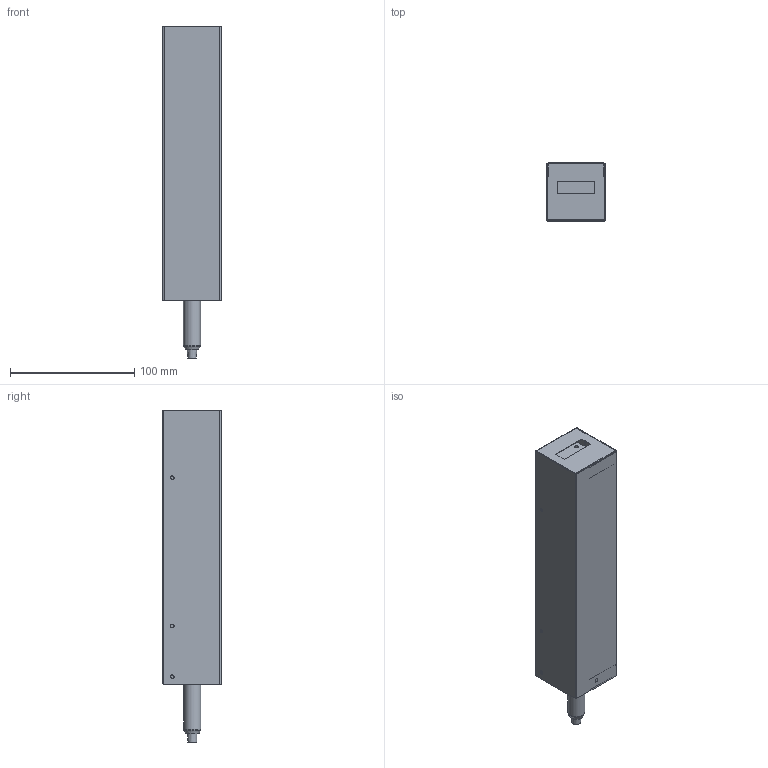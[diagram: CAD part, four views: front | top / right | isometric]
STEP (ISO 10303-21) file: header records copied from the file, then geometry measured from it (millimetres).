
FILE_DESCRIPTION(/* description */ ('STEP AP242','CAx-IF Rec.Pracs.---Representation and Presentation of Product Manufacturing Information (PMI)---4.0---2014-10-13','CAx-IF Rec.Pracs.---3D Tessellated Geometry---0.4---2014-09-14','2;1'),/* implementation_level */ '2;1');
FILE_NAME(/* name */ '63ef663b6a6e6b34e6e9af0f',/* time_stamp */ '2023-02-17T11:34:22+00:00',/* author */ (''),/* organization */ (''),/* preprocessor_version */ 'ST-DEVELOPER v18.102',/* originating_system */ ' ',/* authorisation */ ' ');
FILE_SCHEMA (('AP242_MANAGED_MODEL_BASED_3D_ENGINEERING_MIM_LF { 1 0 10303 442 1 1 4 }'));
Length unit declared in the file: metre
Products named in the file (28): Assembly 1; Part 1; id16; id21; id26; id31; id36; id41; id46; id51; id56; 6.541-5061.1-3D-KUNDE; LeadScrew Nut 8mm x 2mmPitch; Coupler_5mm_to_8mm; MGN9; LeadScrew 8mm x 2mmPitch
Assembly tree (28 placements, depth 2):
  Assembly 1
    Part 1
    Part 1
    id16
    id21
    id26
    id31
    id36
    id41
    id46
    id51
    id56
    Part 1
    Part 1
    Part 1
    6.541-5061.1-3D-KUNDE  x2
    Part 1
    Part 1
    LeadScrew Nut 8mm x 2mmPitch
    Coupler_5mm_to_8mm
    Part 1
    Part 1
    Part 1
    Part 1
    Part 1
    MGN9
    LeadScrew 8mm x 2mmPitch
    Part 1
Bounding box: 46.9 x 46.7 x 267.05 mm (x, y, z)
Volume: 211853.4 mm3; surface area: 193077.1 mm2
Topology: 28 solids, 28 shells, 1016 faces, 2705 edges, 1803 vertices
Faces by surface type: plane 722, cylinder 229, bspline 35, cone 14, torus 12, sphere 4
Full cylindrical faces by diameter (mm): 1.288 x5, 2.5 x18, 2.603 x4, 2.8 x2, 2.9 x2, 3 x40, 3.45 x2, 3.5 x7, 3.8 x1, 4 x6, 5 x2, 5.1 x1, 6 x3, 6.6 x1, 7.1 x2, 8 x4, 8.45 x1, 8.75 x1, 8.8 x1, 9 x1, 9.2 x1, 9.5 x1, 10.1 x1, 10.2 x2, 10.3 x1, 11.1 x2, 12.1 x1, 12.3 x1, 13 x1, 13.8 x1
Entity records: 38504 total; most frequent: CARTESIAN_POINT 16474, ORIENTED_EDGE 4356, DIRECTION 4159, EDGE_CURVE 2178, VERTEX_POINT 1551, LINE 1455, VECTOR 1455, AXIS2_PLACEMENT_3D 1352
